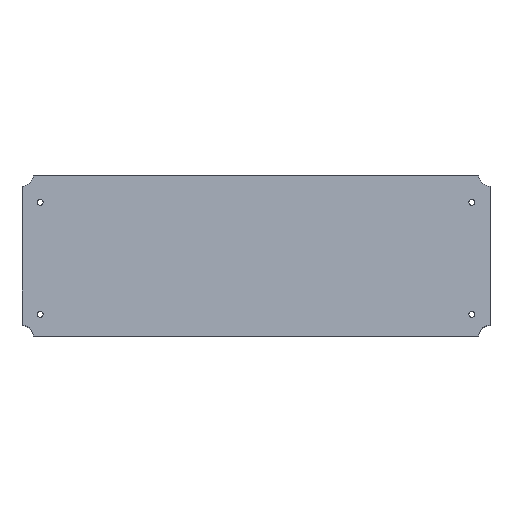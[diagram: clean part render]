
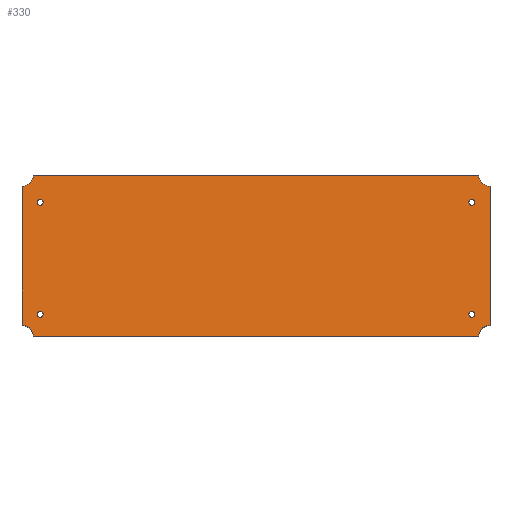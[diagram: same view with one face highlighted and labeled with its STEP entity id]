
A CAD part, top view. The second image highlights one B-rep face of the part: STEP entity #330.
In plain terms, the highlighted planar face has unit normal (0, 0.104, 0.995).
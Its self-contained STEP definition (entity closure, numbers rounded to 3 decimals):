
#19=FACE_BOUND('',#77,.T.);
#20=FACE_BOUND('',#78,.T.);
#21=FACE_BOUND('',#79,.T.);
#22=FACE_BOUND('',#80,.T.);
#28=PLANE('',#382);
#54=FACE_OUTER_BOUND('',#76,.T.);
#76=EDGE_LOOP('',(#297,#298,#299,#300,#301,#302,#303,#304));
#77=EDGE_LOOP('',(#305));
#78=EDGE_LOOP('',(#306));
#79=EDGE_LOOP('',(#307));
#80=EDGE_LOOP('',(#308));
#94=LINE('',#547,#118);
#97=LINE('',#555,#121);
#100=LINE('',#563,#124);
#103=LINE('',#571,#127);
#118=VECTOR('',#450,10.);
#121=VECTOR('',#459,10.);
#124=VECTOR('',#468,10.);
#127=VECTOR('',#477,10.);
#131=CIRCLE('',#349,1.6);
#134=CIRCLE('',#354,1.6);
#137=CIRCLE('',#359,1.6);
#140=CIRCLE('',#364,1.6);
#145=CIRCLE('',#372,6.);
#146=CIRCLE('',#375,6.);
#147=CIRCLE('',#378,6.);
#148=CIRCLE('',#381,6.);
#151=VERTEX_POINT('',#493);
#154=VERTEX_POINT('',#503);
#157=VERTEX_POINT('',#513);
#160=VERTEX_POINT('',#523);
#169=VERTEX_POINT('',#544);
#170=VERTEX_POINT('',#546);
#171=VERTEX_POINT('',#550);
#172=VERTEX_POINT('',#554);
#173=VERTEX_POINT('',#558);
#174=VERTEX_POINT('',#562);
#175=VERTEX_POINT('',#566);
#176=VERTEX_POINT('',#570);
#181=EDGE_CURVE('',#151,#151,#131,.F.);
#186=EDGE_CURVE('',#154,#154,#134,.F.);
#191=EDGE_CURVE('',#157,#157,#137,.F.);
#196=EDGE_CURVE('',#160,#160,#140,.F.);
#206=EDGE_CURVE('',#170,#169,#94,.T.);
#208=EDGE_CURVE('',#171,#170,#145,.T.);
#210=EDGE_CURVE('',#172,#171,#97,.T.);
#212=EDGE_CURVE('',#173,#172,#146,.T.);
#214=EDGE_CURVE('',#174,#173,#100,.T.);
#216=EDGE_CURVE('',#175,#174,#147,.T.);
#218=EDGE_CURVE('',#176,#175,#103,.T.);
#220=EDGE_CURVE('',#169,#176,#148,.T.);
#297=ORIENTED_EDGE('',*,*,#220,.T.);
#298=ORIENTED_EDGE('',*,*,#218,.T.);
#299=ORIENTED_EDGE('',*,*,#216,.T.);
#300=ORIENTED_EDGE('',*,*,#214,.T.);
#301=ORIENTED_EDGE('',*,*,#212,.T.);
#302=ORIENTED_EDGE('',*,*,#210,.T.);
#303=ORIENTED_EDGE('',*,*,#208,.T.);
#304=ORIENTED_EDGE('',*,*,#206,.T.);
#305=ORIENTED_EDGE('',*,*,#181,.T.);
#306=ORIENTED_EDGE('',*,*,#186,.T.);
#307=ORIENTED_EDGE('',*,*,#191,.T.);
#308=ORIENTED_EDGE('',*,*,#196,.T.);
#330=ADVANCED_FACE('',(#54,#19,#20,#21,#22),#28,.F.);
#349=AXIS2_PLACEMENT_3D('',#495,#395,#396);
#354=AXIS2_PLACEMENT_3D('',#505,#407,#408);
#359=AXIS2_PLACEMENT_3D('',#515,#419,#420);
#364=AXIS2_PLACEMENT_3D('',#525,#431,#432);
#372=AXIS2_PLACEMENT_3D('',#551,#454,#455);
#375=AXIS2_PLACEMENT_3D('',#559,#463,#464);
#378=AXIS2_PLACEMENT_3D('',#567,#472,#473);
#381=AXIS2_PLACEMENT_3D('',#574,#481,#482);
#382=AXIS2_PLACEMENT_3D('',#575,#483,#484);
#395=DIRECTION('center_axis',(0.,0.105,0.995));
#396=DIRECTION('ref_axis',(-1.,0.,0.));
#407=DIRECTION('center_axis',(0.,0.105,0.995));
#408=DIRECTION('ref_axis',(-1.,0.,0.));
#419=DIRECTION('center_axis',(0.,0.105,0.995));
#420=DIRECTION('ref_axis',(-1.,0.,0.));
#431=DIRECTION('center_axis',(0.,0.105,0.995));
#432=DIRECTION('ref_axis',(-1.,0.,0.));
#450=DIRECTION('',(0.,0.995,-0.105));
#454=DIRECTION('center_axis',(0.,-0.105,-0.995));
#455=DIRECTION('ref_axis',(1.,0.,0.));
#459=DIRECTION('',(1.,0.,0.));
#463=DIRECTION('center_axis',(0.,-0.105,-0.995));
#464=DIRECTION('ref_axis',(1.,0.,0.));
#468=DIRECTION('',(0.,-0.995,0.105));
#472=DIRECTION('center_axis',(0.,-0.105,-0.995));
#473=DIRECTION('ref_axis',(1.,0.,0.));
#477=DIRECTION('',(-1.,0.,0.));
#481=DIRECTION('center_axis',(0.,-0.105,-0.995));
#482=DIRECTION('ref_axis',(1.,0.,0.));
#483=DIRECTION('center_axis',(0.,-0.105,-0.995));
#484=DIRECTION('ref_axis',(1.,0.,0.));
#493=CARTESIAN_POINT('',(-113.4,-34.183,9.606));
#495=CARTESIAN_POINT('Origin',(-115.,-34.183,9.606));
#503=CARTESIAN_POINT('',(116.6,-34.183,9.606));
#505=CARTESIAN_POINT('Origin',(115.,-34.183,9.606));
#513=CARTESIAN_POINT('',(-113.4,25.488,3.335));
#515=CARTESIAN_POINT('Origin',(-115.,25.488,3.335));
#523=CARTESIAN_POINT('',(116.6,25.488,3.335));
#525=CARTESIAN_POINT('Origin',(115.,25.488,3.335));
#544=CARTESIAN_POINT('',(124.675,34.056,2.434));
#546=CARTESIAN_POINT('',(124.675,-40.01,10.219));
#547=CARTESIAN_POINT('',(124.675,-45.977,10.846));
#550=CARTESIAN_POINT('',(118.675,-45.977,10.846));
#551=CARTESIAN_POINT('Origin',(124.675,-45.977,10.846));
#554=CARTESIAN_POINT('',(-118.675,-45.977,10.846));
#555=CARTESIAN_POINT('',(-124.675,-45.977,10.846));
#558=CARTESIAN_POINT('',(-124.675,-40.01,10.219));
#559=CARTESIAN_POINT('Origin',(-124.675,-45.977,10.846));
#562=CARTESIAN_POINT('',(-124.675,34.056,2.434));
#563=CARTESIAN_POINT('',(-124.675,40.023,1.807));
#566=CARTESIAN_POINT('',(-118.675,40.023,1.807));
#567=CARTESIAN_POINT('Origin',(-124.675,40.023,1.807));
#570=CARTESIAN_POINT('',(118.675,40.023,1.807));
#571=CARTESIAN_POINT('',(124.675,40.023,1.807));
#574=CARTESIAN_POINT('Origin',(124.675,40.023,1.807));
#575=CARTESIAN_POINT('Origin',(0.,-2.977,6.326));
